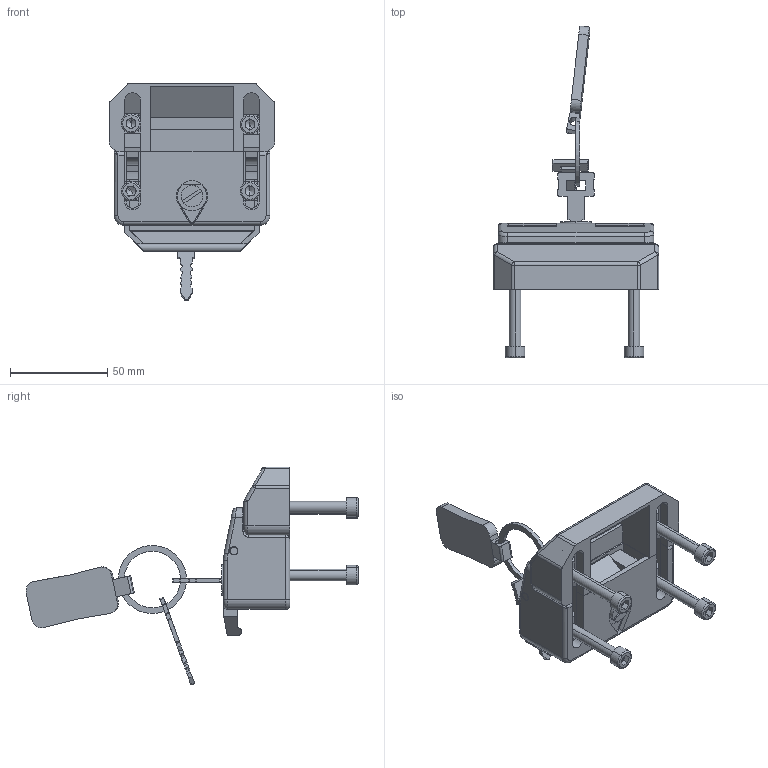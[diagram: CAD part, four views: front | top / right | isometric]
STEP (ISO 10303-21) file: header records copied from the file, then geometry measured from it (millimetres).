
FILE_DESCRIPTION (( 'STEP AP203' ), '1' );
FILE_NAME ('7.31.30.30.STEP', '2014-06-26T02:03:48', ( 'USER' ), ( 'Microsoft' ), 'SwSTEP 2.0', 'SolidWorks 2012', '' );
FILE_SCHEMA (( 'CONFIG_CONTROL_DESIGN' ));
Length unit declared in the file: millimetre
Products named in the file (1): 7.31.30.30
Bounding box: 85 x 170.31 x 111.81 mm (x, y, z)
Surface area: 49269 mm2 (no closed solid volume)
Topology: 0 solids, 23 shells, 424 faces, 1976 edges, 1536 vertices
Faces by surface type: plane 228, cylinder 151, torus 20, cone 12, bspline 7, sphere 6
Entity records: 20255 total; most frequent: CARTESIAN_POINT 4305, DIRECTION 3425, ORIENTED_EDGE 2912, EDGE_CURVE 1964, VERTEX_POINT 1536, VECTOR 1203, LINE 1203, AXIS2_PLACEMENT_3D 1111
